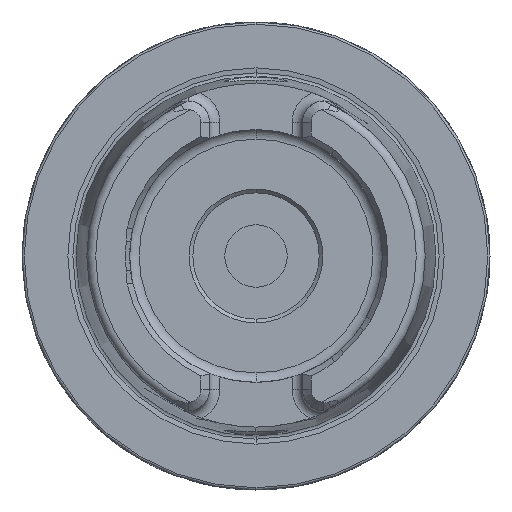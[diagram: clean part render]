
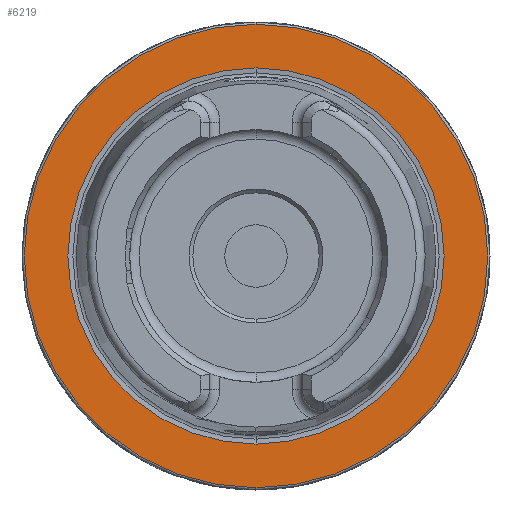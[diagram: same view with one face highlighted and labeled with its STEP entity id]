
A CAD part, left-side view. The second image highlights one B-rep face of the part: STEP entity #6219.
In plain terms, the highlighted planar face has unit normal (-1, 0, 0).
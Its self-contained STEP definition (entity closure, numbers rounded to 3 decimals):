
#1319 = AXIS2_PLACEMENT_3D ( 'NONE', #10472, #10484, #10464 ) ;
#1846 = DIRECTION ( 'NONE',  ( 0., 0., 1. ) ) ;
#1848 = DIRECTION ( 'NONE',  ( -1., 0., 0. ) ) ;
#1849 = CARTESIAN_POINT ( 'NONE',  ( 0., 0., 0. ) ) ;
#1861 = DIRECTION ( 'NONE',  ( 0., 0., 1. ) ) ;
#1862 = DIRECTION ( 'NONE',  ( -1., 0., 0. ) ) ;
#1864 = CARTESIAN_POINT ( 'NONE',  ( 0., 0., 0. ) ) ;
#4409 = CARTESIAN_POINT ( 'NONE',  ( 0., 0., -31.2 ) ) ;
#4480 = CARTESIAN_POINT ( 'NONE',  ( 0., 0., -25.324 ) ) ;
#4493 = CARTESIAN_POINT ( 'NONE',  ( 0., 0., 25.324 ) ) ;
#4519 = CARTESIAN_POINT ( 'NONE',  ( 0., 0., 31.2 ) ) ;
#5891 = CIRCLE ( 'NONE', #5894, 31.2 ) ;
#5894 = AXIS2_PLACEMENT_3D ( 'NONE', #1864, #1862, #1861 ) ;
#5897 = CIRCLE ( 'NONE', #5901, 25.324 ) ;
#5901 = AXIS2_PLACEMENT_3D ( 'NONE', #1849, #1848, #1846 ) ;
#6219 = ADVANCED_FACE ( 'NONE', ( #10471, #10469 ), #10467, .F. ) ;
#6663 = VERTEX_POINT ( 'NONE', #4493 ) ;
#6670 = VERTEX_POINT ( 'NONE', #4480 ) ;
#6700 = VERTEX_POINT ( 'NONE', #4409 ) ;
#6702 = VERTEX_POINT ( 'NONE', #4519 ) ;
#7867 = EDGE_LOOP ( 'NONE', ( #8906, #8907 ) ) ;
#7882 = EDGE_LOOP ( 'NONE', ( #8908, #8701 ) ) ;
#8701 = ORIENTED_EDGE ( 'NONE', *, *, #9919, .F. ) ;
#8906 = ORIENTED_EDGE ( 'NONE', *, *, #9915, .T. ) ;
#8907 = ORIENTED_EDGE ( 'NONE', *, *, #12460, .T. ) ;
#8908 = ORIENTED_EDGE ( 'NONE', *, *, #12459, .F. ) ;
#9915 = EDGE_CURVE ( 'NONE', #6702, #6700, #5891, .T. ) ;
#9919 = EDGE_CURVE ( 'NONE', #6670, #6663, #5897, .T. ) ;
#10464 = DIRECTION ( 'NONE',  ( 0., 0., -1. ) ) ;
#10467 = PLANE ( 'NONE',  #1319 ) ;
#10469 = FACE_OUTER_BOUND ( 'NONE', #7867, .T. ) ;
#10471 = FACE_BOUND ( 'NONE', #7882, .T. ) ;
#10472 = CARTESIAN_POINT ( 'NONE',  ( 0., 31.2, 0. ) ) ;
#10484 = DIRECTION ( 'NONE',  ( 1., 0., 0. ) ) ;
#11413 = CIRCLE ( 'NONE', #11416, 25.324 ) ;
#11415 = CIRCLE ( 'NONE', #11418, 31.2 ) ;
#11416 = AXIS2_PLACEMENT_3D ( 'NONE', #13042, #13041, #13040 ) ;
#11418 = AXIS2_PLACEMENT_3D ( 'NONE', #13039, #13038, #13037 ) ;
#12459 = EDGE_CURVE ( 'NONE', #6663, #6670, #11413, .T. ) ;
#12460 = EDGE_CURVE ( 'NONE', #6700, #6702, #11415, .T. ) ;
#13037 = DIRECTION ( 'NONE',  ( 0., 0., 1. ) ) ;
#13038 = DIRECTION ( 'NONE',  ( -1., 0., 0. ) ) ;
#13039 = CARTESIAN_POINT ( 'NONE',  ( 0., 0., 0. ) ) ;
#13040 = DIRECTION ( 'NONE',  ( 0., 0., 1. ) ) ;
#13041 = DIRECTION ( 'NONE',  ( -1., 0., 0. ) ) ;
#13042 = CARTESIAN_POINT ( 'NONE',  ( 0., 0., 0. ) ) ;
